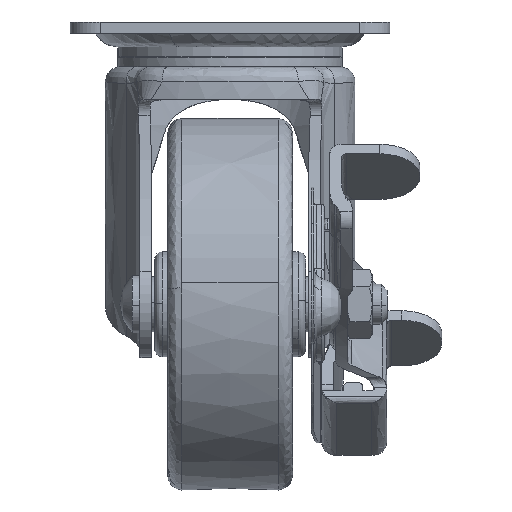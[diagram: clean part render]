
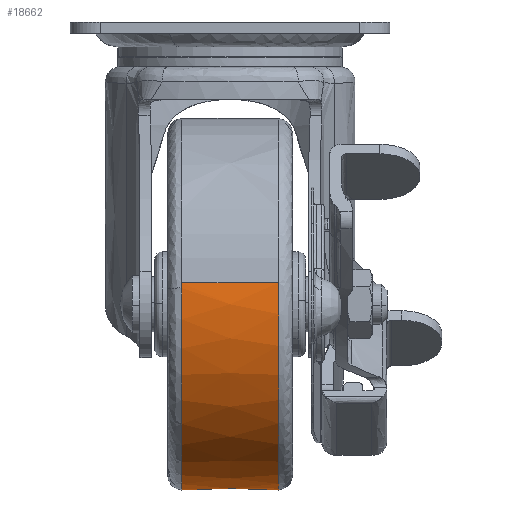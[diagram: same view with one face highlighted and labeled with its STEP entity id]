
A CAD part, left-side view. The second image highlights one B-rep face of the part: STEP entity #18662.
In plain terms, the highlighted free-form (B-spline) face has degree [2, 2] with [3, 9] control points.
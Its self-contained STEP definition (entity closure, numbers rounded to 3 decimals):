
#17859=CARTESIAN_POINT('',(15.296,-9.694,-90.395));
#17860=VERTEX_POINT('',#17859);
#17874=CARTESIAN_POINT('',(37.113,-9.694,-54.165));
#17875=VERTEX_POINT('',#17874);
#17876=CARTESIAN_POINT('',(15.296,-9.694,-90.395));
#17877=CARTESIAN_POINT('',(37.186,-9.694,-80.516));
#17878=CARTESIAN_POINT('',(37.186,-9.694,-56.5));
#17879=CARTESIAN_POINT('',(37.186,-9.694,-55.331));
#17880=CARTESIAN_POINT('',(37.113,-9.694,-54.165));
#17888=(BOUNDED_CURVE()B_SPLINE_CURVE(2,(#17876,#17877,#17878,#17879,#17880),.UNSPECIFIED.,.F.,.U.)B_SPLINE_CURVE_WITH_KNOTS((3,2,3),(0.07,0.25,0.261),.UNSPECIFIED.)CURVE()GEOMETRIC_REPRESENTATION_ITEM()RATIONAL_B_SPLINE_CURVE((0.882,0.789,1.0,0.987,0.975))REPRESENTATION_ITEM(''));
#17889=EDGE_CURVE('',#17860,#17875,#17888,.T.);
#17988=CARTESIAN_POINT('',(0.0,-9.694,-19.314));
#17989=VERTEX_POINT('',#17988);
#17990=CARTESIAN_POINT('',(37.113,-9.694,-54.165));
#17991=CARTESIAN_POINT('',(34.92,-9.694,-19.314));
#17992=CARTESIAN_POINT('',(0.0,-9.694,-19.314));
#18000=(BOUNDED_CURVE()B_SPLINE_CURVE(2,(#17990,#17991,#17992),.UNSPECIFIED.,.F.,.U.)B_SPLINE_CURVE_WITH_KNOTS((3,3),(0.261,0.5),.UNSPECIFIED.)CURVE()GEOMETRIC_REPRESENTATION_ITEM()RATIONAL_B_SPLINE_CURVE((0.975,0.72,1.0))REPRESENTATION_ITEM(''));
#18001=EDGE_CURVE('',#17875,#17989,#18000,.T.);
#18003=CARTESIAN_POINT('',(-36.938,-9.694,-52.206));
#18004=VERTEX_POINT('',#18003);
#18018=CARTESIAN_POINT('',(0.0,-9.694,-93.686));
#18019=VERTEX_POINT('',#18018);
#18020=CARTESIAN_POINT('',(-36.938,-9.694,-52.206));
#18021=CARTESIAN_POINT('',(-37.186,-9.694,-54.346));
#18022=CARTESIAN_POINT('',(-37.186,-9.694,-56.5));
#18023=CARTESIAN_POINT('',(-37.186,-9.694,-93.686));
#18024=CARTESIAN_POINT('',(0.0,-9.694,-93.686));
#18032=(BOUNDED_CURVE()B_SPLINE_CURVE(2,(#18020,#18021,#18022,#18023,#18024),.UNSPECIFIED.,.F.,.U.)B_SPLINE_CURVE_WITH_KNOTS((3,2,3),(0.73,0.75,1.0),.UNSPECIFIED.)CURVE()GEOMETRIC_REPRESENTATION_ITEM()RATIONAL_B_SPLINE_CURVE((0.957,0.977,1.0,0.707,1.0))REPRESENTATION_ITEM(''));
#18033=EDGE_CURVE('',#18004,#18019,#18032,.T.);
#18035=CARTESIAN_POINT('',(0.0,-9.694,-93.686));
#18036=CARTESIAN_POINT('',(8.002,-9.694,-93.686));
#18037=CARTESIAN_POINT('',(15.296,-9.694,-90.395));
#18045=(BOUNDED_CURVE()B_SPLINE_CURVE(2,(#18035,#18036,#18037),.UNSPECIFIED.,.F.,.U.)B_SPLINE_CURVE_WITH_KNOTS((3,3),(0.0,0.07),.UNSPECIFIED.)CURVE()GEOMETRIC_REPRESENTATION_ITEM()RATIONAL_B_SPLINE_CURVE((1.0,0.918,0.882))REPRESENTATION_ITEM(''));
#18046=EDGE_CURVE('',#18019,#17860,#18045,.T.);
#18075=CARTESIAN_POINT('',(37.169,9.694,-57.643));
#18076=VERTEX_POINT('',#18075);
#18077=CARTESIAN_POINT('',(0.0,9.694,-19.314));
#18078=VERTEX_POINT('',#18077);
#18079=CARTESIAN_POINT('',(37.169,9.694,-57.643));
#18080=CARTESIAN_POINT('',(37.186,9.694,-57.072));
#18081=CARTESIAN_POINT('',(37.186,9.694,-56.5));
#18082=CARTESIAN_POINT('',(37.186,9.694,-19.314));
#18083=CARTESIAN_POINT('',(0.0,9.694,-19.314));
#18091=(BOUNDED_CURVE()B_SPLINE_CURVE(2,(#18079,#18080,#18081,#18082,#18083),.UNSPECIFIED.,.F.,.U.)B_SPLINE_CURVE_WITH_KNOTS((3,2,3),(0.245,0.25,0.5),.UNSPECIFIED.)CURVE()GEOMETRIC_REPRESENTATION_ITEM()RATIONAL_B_SPLINE_CURVE((0.988,0.994,1.0,0.707,1.0))REPRESENTATION_ITEM(''));
#18092=EDGE_CURVE('',#18076,#18078,#18091,.T.);
#18141=CARTESIAN_POINT('',(-37.043,9.694,-53.233));
#18142=VERTEX_POINT('',#18141);
#18156=CARTESIAN_POINT('',(-36.938,9.694,-52.206));
#18157=VERTEX_POINT('',#18156);
#18158=CARTESIAN_POINT('',(-36.938,9.694,-52.206));
#18159=CARTESIAN_POINT('',(-36.997,9.694,-52.719));
#18160=CARTESIAN_POINT('',(-37.043,9.694,-53.233));
#18168=(BOUNDED_CURVE()B_SPLINE_CURVE(2,(#18158,#18159,#18160),.UNSPECIFIED.,.F.,.U.)B_SPLINE_CURVE_WITH_KNOTS((3,3),(0.73,0.735),.UNSPECIFIED.)CURVE()GEOMETRIC_REPRESENTATION_ITEM()RATIONAL_B_SPLINE_CURVE((0.957,0.962,0.966))REPRESENTATION_ITEM(''));
#18169=EDGE_CURVE('',#18157,#18142,#18168,.T.);
#18216=CARTESIAN_POINT('',(0.0,9.694,-93.686));
#18217=VERTEX_POINT('',#18216);
#18218=CARTESIAN_POINT('',(0.0,9.694,-93.686));
#18219=CARTESIAN_POINT('',(36.061,9.694,-93.686));
#18220=CARTESIAN_POINT('',(37.169,9.694,-57.643));
#18228=(BOUNDED_CURVE()B_SPLINE_CURVE(2,(#18218,#18219,#18220),.UNSPECIFIED.,.F.,.U.)B_SPLINE_CURVE_WITH_KNOTS((3,3),(0.0,0.245),.UNSPECIFIED.)CURVE()GEOMETRIC_REPRESENTATION_ITEM()RATIONAL_B_SPLINE_CURVE((1.0,0.713,0.988))REPRESENTATION_ITEM(''));
#18229=EDGE_CURVE('',#18217,#18076,#18228,.T.);
#18231=CARTESIAN_POINT('',(-37.043,9.694,-53.233));
#18232=CARTESIAN_POINT('',(-37.186,9.694,-54.863));
#18233=CARTESIAN_POINT('',(-37.186,9.694,-56.5));
#18234=CARTESIAN_POINT('',(-37.186,9.694,-93.686));
#18235=CARTESIAN_POINT('',(0.0,9.694,-93.686));
#18243=(BOUNDED_CURVE()B_SPLINE_CURVE(2,(#18231,#18232,#18233,#18234,#18235),.UNSPECIFIED.,.F.,.U.)B_SPLINE_CURVE_WITH_KNOTS((3,2,3),(0.735,0.75,1.0),.UNSPECIFIED.)CURVE()GEOMETRIC_REPRESENTATION_ITEM()RATIONAL_B_SPLINE_CURVE((0.966,0.982,1.0,0.707,1.0))REPRESENTATION_ITEM(''));
#18244=EDGE_CURVE('',#18142,#18217,#18243,.T.);
#18591=CARTESIAN_POINT('',(-36.872,-10.66,-52.214));
#18592=CARTESIAN_POINT('',(-37.627,0.,-52.126));
#18593=CARTESIAN_POINT('',(-36.872,10.66,-52.214));
#18594=CARTESIAN_POINT('',(-37.121,-10.66,-54.35));
#18595=CARTESIAN_POINT('',(-37.88,0.,-54.306));
#18596=CARTESIAN_POINT('',(-37.121,10.66,-54.35));
#18597=CARTESIAN_POINT('',(-37.121,-10.66,-56.5));
#18598=CARTESIAN_POINT('',(-37.88,0.,-56.5));
#18599=CARTESIAN_POINT('',(-37.121,10.66,-56.5));
#18600=CARTESIAN_POINT('',(-37.121,-10.66,-93.621));
#18601=CARTESIAN_POINT('',(-37.88,0.,-94.38));
#18602=CARTESIAN_POINT('',(-37.121,10.66,-93.621));
#18603=CARTESIAN_POINT('',(0.0,-10.66,-93.621));
#18604=CARTESIAN_POINT('',(0.0,0.,-94.38));
#18605=CARTESIAN_POINT('',(0.0,10.66,-93.621));
#18606=CARTESIAN_POINT('',(37.121,-10.66,-93.621));
#18607=CARTESIAN_POINT('',(37.88,0.,-94.38));
#18608=CARTESIAN_POINT('',(37.121,10.66,-93.621));
#18609=CARTESIAN_POINT('',(37.121,-10.66,-56.5));
#18610=CARTESIAN_POINT('',(37.88,0.,-56.5));
#18611=CARTESIAN_POINT('',(37.121,10.66,-56.5));
#18612=CARTESIAN_POINT('',(37.121,-10.66,-19.379));
#18613=CARTESIAN_POINT('',(37.88,0.,-18.62));
#18614=CARTESIAN_POINT('',(37.121,10.66,-19.379));
#18615=CARTESIAN_POINT('',(0.0,-10.66,-19.379));
#18616=CARTESIAN_POINT('',(0.0,0.,-18.62));
#18617=CARTESIAN_POINT('',(0.0,10.66,-19.379));
#18625=(BOUNDED_SURFACE()B_SPLINE_SURFACE(2,2,((#18591,#18594,#18597,#18600,#18603,#18606,#18609,#18612,#18615),(#18592,#18595,#18598,#18601,#18604,#18607,#18610,#18613,#18616),(#18593,#18596,#18599,#18602,#18605,#18608,#18611,#18614,#18617)),.UNSPECIFIED.,.F.,.F.,.U.)B_SPLINE_SURFACE_WITH_KNOTS((3,3),(3,2,2,2,3),(0.0,21.347),(0.0,4.971,67.103,129.235,191.367),.UNSPECIFIED.)GEOMETRIC_REPRESENTATION_ITEM()RATIONAL_B_SPLINE_SURFACE(((0.838,0.856,0.876,0.62,0.876,0.62,0.876,0.62,0.876),(0.836,0.853,0.874,0.618,0.874,0.618,0.874,0.618,0.874),(0.838,0.856,0.876,0.62,0.876,0.62,0.876,0.62,0.876)))REPRESENTATION_ITEM('')SURFACE());
#18626=ORIENTED_EDGE('',*,*,#18033,.F.);
#18627=CARTESIAN_POINT('',(-36.938,-9.694,-52.206));
#18628=CARTESIAN_POINT('',(-37.561,0.,-52.134));
#18629=CARTESIAN_POINT('',(-36.938,9.694,-52.206));
#18637=(BOUNDED_CURVE()B_SPLINE_CURVE(2,(#18627,#18628,#18629),.UNSPECIFIED.,.F.,.U.)B_SPLINE_CURVE_WITH_KNOTS((3,3),(0.457,0.543),.UNSPECIFIED.)CURVE()GEOMETRIC_REPRESENTATION_ITEM()RATIONAL_B_SPLINE_CURVE((0.838,0.836,0.838))REPRESENTATION_ITEM(''));
#18638=EDGE_CURVE('',#18004,#18157,#18637,.T.);
#18639=ORIENTED_EDGE('',*,*,#18638,.T.);
#18640=ORIENTED_EDGE('',*,*,#18169,.T.);
#18641=ORIENTED_EDGE('',*,*,#18244,.T.);
#18642=ORIENTED_EDGE('',*,*,#18229,.T.);
#18643=ORIENTED_EDGE('',*,*,#18092,.T.);
#18644=CARTESIAN_POINT('',(0.0,-9.694,-19.314));
#18645=CARTESIAN_POINT('',(0.0,0.,-18.686));
#18646=CARTESIAN_POINT('',(0.0,9.694,-19.314));
#18654=(BOUNDED_CURVE()B_SPLINE_CURVE(2,(#18644,#18645,#18646),.UNSPECIFIED.,.F.,.U.)B_SPLINE_CURVE_WITH_KNOTS((3,3),(0.457,0.543),.UNSPECIFIED.)CURVE()GEOMETRIC_REPRESENTATION_ITEM()RATIONAL_B_SPLINE_CURVE((0.876,0.874,0.876))REPRESENTATION_ITEM(''));
#18655=EDGE_CURVE('',#17989,#18078,#18654,.T.);
#18656=ORIENTED_EDGE('',*,*,#18655,.F.);
#18657=ORIENTED_EDGE('',*,*,#18001,.F.);
#18658=ORIENTED_EDGE('',*,*,#17889,.F.);
#18659=ORIENTED_EDGE('',*,*,#18046,.F.);
#18660=EDGE_LOOP('',(#18626,#18639,#18640,#18641,#18642,#18643,#18656,#18657,#18658,#18659));
#18661=FACE_OUTER_BOUND('',#18660,.T.);
#18662=ADVANCED_FACE('',(#18661),#18625,.T.);
